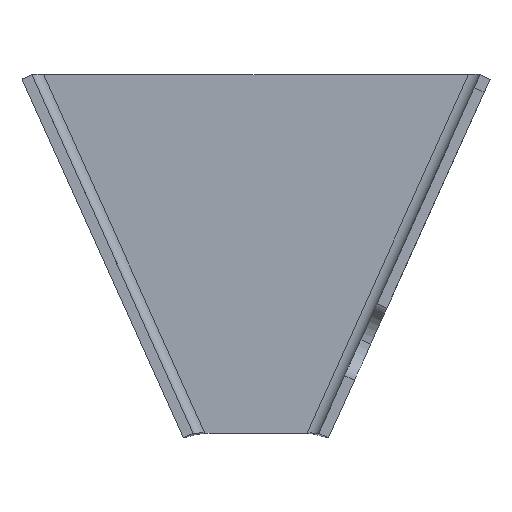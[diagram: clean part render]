
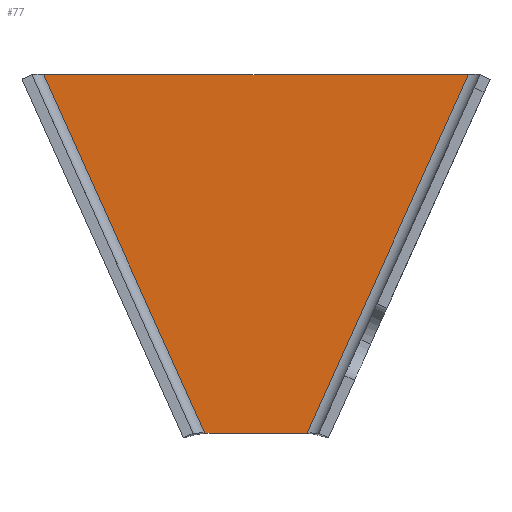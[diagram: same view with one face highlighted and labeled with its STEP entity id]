
A CAD part, front view. The second image highlights one B-rep face of the part: STEP entity #77.
In plain terms, the highlighted planar face has unit normal (0, -1, 0).
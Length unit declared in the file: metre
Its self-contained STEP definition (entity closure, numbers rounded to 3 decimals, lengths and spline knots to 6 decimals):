
#77=ADVANCED_FACE('0:105',(#132),#133,.T.);
#132=FACE_OUTER_BOUND('',#431,.T.);
#133=PLANE('',#432);
#431=EDGE_LOOP('',(#614,#615,#616,#617));
#432=AXIS2_PLACEMENT_3D('',#618,#619,#620);
#614=ORIENTED_EDGE('',*,*,#662,.F.);
#615=ORIENTED_EDGE('',*,*,#650,.F.);
#616=ORIENTED_EDGE('',*,*,#657,.F.);
#617=ORIENTED_EDGE('',*,*,#677,.F.);
#618=CARTESIAN_POINT('',(0.125049,0.156179,-0.000608));
#619=DIRECTION('',(0.,-1.,0.));
#620=DIRECTION('',(0.,0.,-1.));
#650=EDGE_CURVE('0:192',#726,#728,#729,.T.);
#657=EDGE_CURVE('0:213',#738,#726,#739,.T.);
#662=EDGE_CURVE('0:228',#728,#746,#747,.T.);
#677=EDGE_CURVE('0:273',#746,#738,#770,.T.);
#726=VERTEX_POINT('',#842);
#728=VERTEX_POINT('',#874);
#729=LINE('',#875,#876);
#738=VERTEX_POINT('',#954);
#739=LINE('',#955,#956);
#746=VERTEX_POINT('',#967);
#747=LINE('',#968,#969);
#770=LINE('',#1035,#1036);
#842=CARTESIAN_POINT('',(0.121759,0.156179,-0.000607));
#874=CARTESIAN_POINT('',(0.076742,0.156198,-0.100599));
#875=CARTESIAN_POINT('',(0.111059,0.156183,-0.024374));
#876=VECTOR('',#1141,1.0);
#954=CARTESIAN_POINT('',(0.003339,0.15619,-0.000586));
#955=CARTESIAN_POINT('',(0.125049,0.156179,-0.000608));
#956=VECTOR('',#1145,1.0);
#967=CARTESIAN_POINT('',(0.048321,0.1562,-0.100594));
#968=CARTESIAN_POINT('',(0.062531,0.156199,-0.100597));
#969=VECTOR('',#1150,1.0);
#1035=CARTESIAN_POINT('',(0.024551,0.156195,-0.047748));
#1036=VECTOR('',#1164,1.0);
#1141=DIRECTION('',(-0.411,0.,-0.912));
#1145=DIRECTION('',(1.,0.,0.));
#1150=DIRECTION('',(-1.,0.,0.));
#1164=DIRECTION('',(-0.41,0.,0.912));
